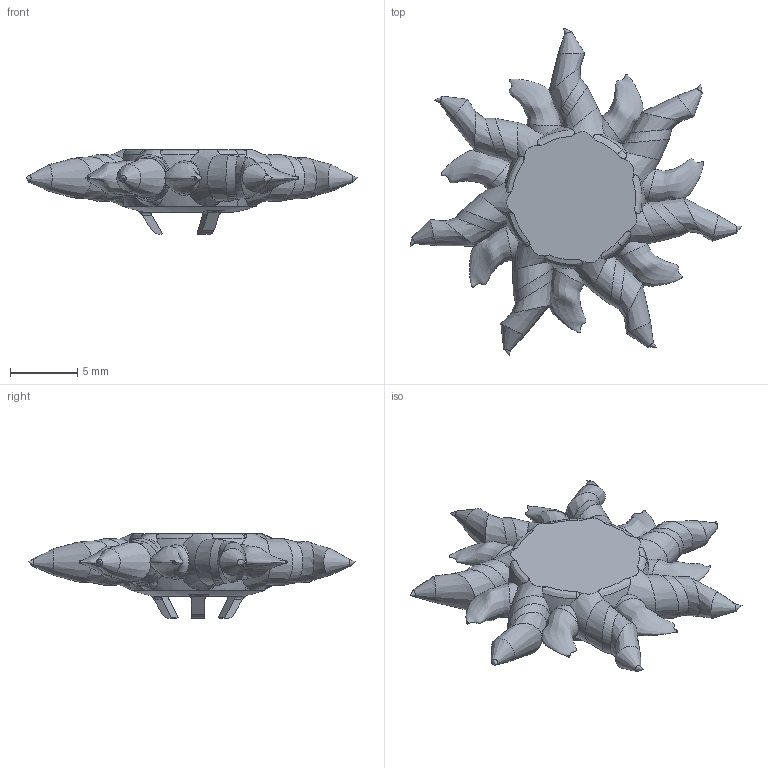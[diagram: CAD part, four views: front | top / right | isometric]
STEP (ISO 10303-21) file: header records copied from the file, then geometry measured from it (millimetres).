
FILE_DESCRIPTION(/* description */ (''),/* implementation_level */ '2;1');
FILE_NAME(/* name */ 'SunStone_Holder v22.step',/* time_stamp */ '2021-03-25T12:32:59-07:00',/* author */ (''),/* organization */ (''),/* preprocessor_version */ 'ST-DEVELOPER v18.1',/* originating_system */ 'Autodesk Translation Framework v9.10.0.1330',/* authorisation */ '');
FILE_SCHEMA (('AUTOMOTIVE_DESIGN { 1 0 10303 214 3 1 1 }'));
Length unit declared in the file: millimetre
Products named in the file (1): SunStone_Holder
Bounding box: 24.59 x 24.3 x 6.25 mm (x, y, z)
Volume: 674.8 mm3; surface area: 960 mm2
Topology: 2 solids, 2 shells, 145 faces, 530 edges, 372 vertices
Faces by surface type: bspline 117, plane 23, cylinder 5
Full cylindrical faces by diameter (mm): 5.3 x2
Entity records: 18057 total; most frequent: CARTESIAN_POINT 14229, ORIENTED_EDGE 1046, EDGE_CURVE 523, DIRECTION 477, VERTEX_POINT 372, B_SPLINE_CURVE_WITH_KNOTS 285, AXIS2_PLACEMENT_3D 211, CIRCLE 182
